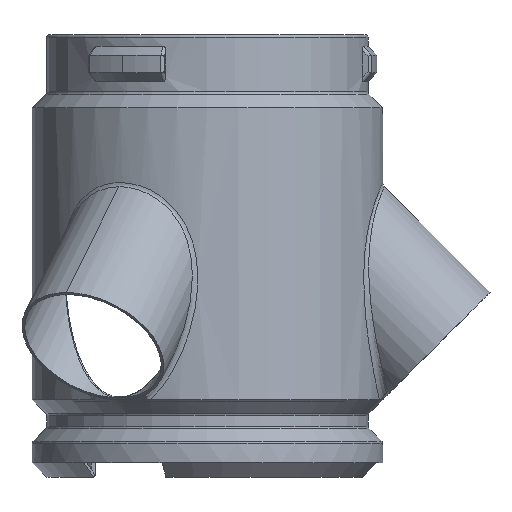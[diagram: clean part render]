
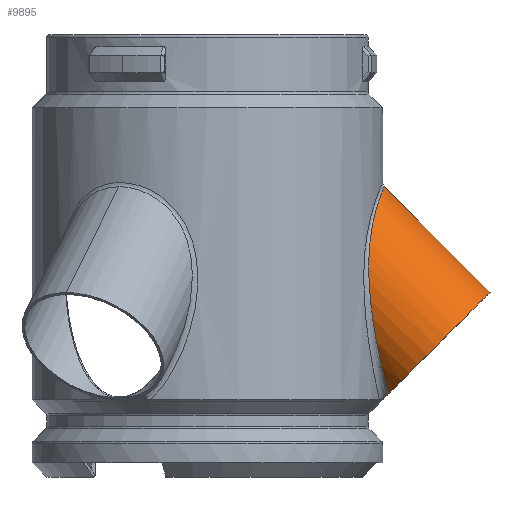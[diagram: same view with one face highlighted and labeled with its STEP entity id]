
A CAD part, front view. The second image highlights one B-rep face of the part: STEP entity #9895.
In plain terms, the highlighted cylindrical face has radius 26 mm (diameter 52 mm), a partial arc.
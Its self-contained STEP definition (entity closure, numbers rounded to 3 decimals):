
#166 = CARTESIAN_POINT ( 'NONE',  ( 0., 0., 7198.029 ) ) ;
#377 = CARTESIAN_POINT ( 'NONE',  ( 56.178, -23.007, 7159.127 ) ) ;
#420 = CARTESIAN_POINT ( 'NONE',  ( 56.42, -24.746, 7130.215 ) ) ;
#463 = CARTESIAN_POINT ( 'NONE',  ( 56.556, -21.959, 7161.168 ) ) ;
#499 = CARTESIAN_POINT ( 'NONE',  ( 60.586, 0., 7174.212 ) ) ;
#535 = CARTESIAN_POINT ( 'NONE',  ( 56.937, -23.948, 7126.685 ) ) ;
#1083 = CARTESIAN_POINT ( 'NONE',  ( 60., 0., 7101.259 ) ) ;
#1116 = CARTESIAN_POINT ( 'NONE',  ( 60.185, -4.44, 7101.605 ) ) ;
#1327 = CARTESIAN_POINT ( 'NONE',  ( 57.832, -22.412, 7121.49 ) ) ;
#1372 = CARTESIAN_POINT ( 'NONE',  ( 58.844, -20.427, 7116.421 ) ) ;
#1406 = CARTESIAN_POINT ( 'NONE',  ( 55.632, -25.77, 7137.445 ) ) ;
#1456 = CARTESIAN_POINT ( 'NONE',  ( 58.985, -13.915, 7170.207 ) ) ;
#1498 = CARTESIAN_POINT ( 'NONE',  ( 60.151, -7.282, 7173.2 ) ) ;
#2082 = CARTESIAN_POINT ( 'NONE',  ( 60., -1.119, 7101.259 ) ) ;
#2122 = ORIENTED_EDGE ( 'NONE', *, *, #6599, .T. ) ;
#2149 = CARTESIAN_POINT ( 'NONE',  ( 78.385, 0., 7119.644 ) ) ;
#2284 = CARTESIAN_POINT ( 'NONE',  ( 61.53, -13.343, 7104.924 ) ) ;
#2372 = CARTESIAN_POINT ( 'NONE',  ( 57.674, -18.649, 7166.003 ) ) ;
#2442 = CARTESIAN_POINT ( 'NONE',  ( 55.292, -26.031, 7142.969 ) ) ;
#2694 = EDGE_CURVE ( 'NONE', #10457, #9655, #8699, .T. ) ;
#3278 = CARTESIAN_POINT ( 'NONE',  ( 58.142, -17.083, 7167.612 ) ) ;
#3309 = CARTESIAN_POINT ( 'NONE',  ( 56.796, -21.283, 7162.361 ) ) ;
#3351 = CARTESIAN_POINT ( 'NONE',  ( 57.133, -20.308, 7163.885 ) ) ;
#3356 = CYLINDRICAL_SURFACE ( 'NONE', #10455, 26. ) ;
#3400 = CARTESIAN_POINT ( 'NONE',  ( 60.252, -6.393, 7173.44 ) ) ;
#3635 = CARTESIAN_POINT ( 'NONE',  ( 60.705, -8.746, 7102.556 ) ) ;
#3655 = VERTEX_POINT ( 'NONE', #8065 ) ;
#3765 = CARTESIAN_POINT ( 'NONE',  ( 61.123, -10.782, 7103.3 ) ) ;
#3935 = CARTESIAN_POINT ( 'NONE',  ( 60.035, -2.231, 7101.326 ) ) ;
#4011 = DIRECTION ( 'NONE',  ( 0.707, 0., 0.707 ) ) ;
#4102 = FACE_OUTER_BOUND ( 'NONE', #5502, .T. ) ;
#4171 = CARTESIAN_POINT ( 'NONE',  ( 58.425, -16.069, 7168.517 ) ) ;
#4206 = CARTESIAN_POINT ( 'NONE',  ( 55.23, -25.889, 7146.639 ) ) ;
#4252 = CARTESIAN_POINT ( 'NONE',  ( 58.157, -21.809, 7119.784 ) ) ;
#4326 = CARTESIAN_POINT ( 'NONE',  ( 60.274, -17.116, 7110.016 ) ) ;
#4567 = CARTESIAN_POINT ( 'NONE',  ( 60., 0., 7101.259 ) ) ;
#4578 = CARTESIAN_POINT ( 'NONE',  ( 61.701, -12.719, 7104.258 ) ) ;
#5018 = ORIENTED_EDGE ( 'NONE', *, *, #6751, .T. ) ;
#5103 = CARTESIAN_POINT ( 'NONE',  ( 60.586, -0.933, 7174.212 ) ) ;
#5151 = CARTESIAN_POINT ( 'NONE',  ( 58.669, -20.786, 7117.256 ) ) ;
#5189 = CARTESIAN_POINT ( 'NONE',  ( 60.997, -15.064, 7107.047 ) ) ;
#5231 = CARTESIAN_POINT ( 'NONE',  ( 59.776, -9.892, 7172.281 ) ) ;
#5276 = CARTESIAN_POINT ( 'NONE',  ( 61.353, -13.937, 7105.62 ) ) ;
#5502 = EDGE_LOOP ( 'NONE', ( #11451, #5018, #2122, #5558 ) ) ;
#5558 = ORIENTED_EDGE ( 'NONE', *, *, #2694, .T. ) ;
#5767 = CARTESIAN_POINT ( 'NONE',  ( 60.353, -6.075, 7101.915 ) ) ;
#5983 = DIRECTION ( 'NONE',  ( 0.707, 0., 0.707 ) ) ;
#6008 = CARTESIAN_POINT ( 'NONE',  ( 57.31, -19.78, 7164.612 ) ) ;
#6052 = CARTESIAN_POINT ( 'NONE',  ( 55.373, -26.006, 7141.13 ) ) ;
#6087 = CARTESIAN_POINT ( 'NONE',  ( 56.634, -21.739, 7161.572 ) ) ;
#6167 = CARTESIAN_POINT ( 'NONE',  ( 55.889, -25.47, 7134.708 ) ) ;
#6411 = CIRCLE ( 'NONE', #8069, 26. ) ;
#6599 = EDGE_CURVE ( 'NONE', #8857, #10457, #9209, .T. ) ;
#6724 = DIRECTION ( 'NONE',  ( -0.707, 0., 0.707 ) ) ;
#6751 = EDGE_CURVE ( 'NONE', #3655, #8857, #8968, .T. ) ;
#6775 = CARTESIAN_POINT ( 'NONE',  ( 60.141, -3.888, 7101.523 ) ) ;
#6941 = CARTESIAN_POINT ( 'NONE',  ( 55.638, -24.483, 7154.811 ) ) ;
#6972 = CARTESIAN_POINT ( 'NONE',  ( 59.195, -19.672, 7114.776 ) ) ;
#7059 = CARTESIAN_POINT ( 'NONE',  ( 59.912, -9.039, 7172.618 ) ) ;
#7095 = CARTESIAN_POINT ( 'NONE',  ( 57.861, -18.047, 7166.666 ) ) ;
#7200 = VECTOR ( 'NONE', #11060, 1000. ) ;
#7471 = CARTESIAN_POINT ( 'NONE',  ( 61.701, -12.719, 7104.258 ) ) ;
#7878 = CARTESIAN_POINT ( 'NONE',  ( 60.564, -1.86, 7174.163 ) ) ;
#7922 = CARTESIAN_POINT ( 'NONE',  ( 55.797, -25.583, 7135.616 ) ) ;
#7964 = CARTESIAN_POINT ( 'NONE',  ( 60.479, -3.692, 7173.969 ) ) ;
#8000 = CARTESIAN_POINT ( 'NONE',  ( 55.419, -25.124, 7152.126 ) ) ;
#8065 = CARTESIAN_POINT ( 'NONE',  ( 96.77, 0., 7138.029 ) ) ;
#8069 = AXIS2_PLACEMENT_3D ( 'NONE', #2149, #10403, #5983 ) ;
#8204 = CARTESIAN_POINT ( 'NONE',  ( 18.385, 0., 7216.413 ) ) ;
#8699 = B_SPLINE_CURVE_WITH_KNOTS ( 'NONE', 3,
 ( #4578, #3765, #3635, #5767, #11483, #1116, #6775, #3935, #2082, #1083 ),
 .UNSPECIFIED., .F., .F.,
 ( 4, 2, 2, 2, 4 ),
 ( 0., 0.007, 0.008, 0.01, 0.013 ),
 .UNSPECIFIED. ) ;
#8839 = CARTESIAN_POINT ( 'NONE',  ( 61.701, -12.719, 7104.258 ) ) ;
#8857 = VERTEX_POINT ( 'NONE', #12047 ) ;
#8869 = CARTESIAN_POINT ( 'NONE',  ( 59.331, -12.368, 7171.141 ) ) ;
#8905 = CARTESIAN_POINT ( 'NONE',  ( 60.417, -4.599, 7173.825 ) ) ;
#8968 = LINE ( 'NONE', #8204, #7200 ) ;
#8997 = CARTESIAN_POINT ( 'NONE',  ( 58.52, -15.715, 7168.808 ) ) ;
#9209 = B_SPLINE_CURVE_WITH_KNOTS ( 'NONE', 3,
 ( #499, #5103, #7878, #7964, #8905, #3400, #1498, #7059, #5231, #8869, #1456, #8997, #4171, #9787, #3278, #7095, #2372, #6008, #3351, #9830, #3309, #6087, #463, #377, #10913, #6941, #11666, #8000, #10867, #11790, #4206, #2442, #6052, #10792, #1406, #7922, #6167, #9877, #420, #535, #10753, #1327, #4252, #5151, #1372, #6972, #9950, #10821, #4326, #11701, #5189, #5276, #2284, #8839 ),
 .UNSPECIFIED., .F., .F.,
 ( 4, 2, 2, 2, 2, 2, 2, 2, 2, 2, 2, 2, 2, 2, 2, 2, 2, 2, 2, 2, 2, 2, 2, 2, 2, 2, 4 ),
 ( 0.09, 0.093, 0.096, 0.099, 0.101, 0.107, 0.108, 0.11, 0.113, 0.115, 0.117, 0.118, 0.124, 0.126, 0.129, 0.135, 0.14, 0.143, 0.146, 0.151, 0.157, 0.163, 0.165, 0.168, 0.174, 0.176, 0.179 ),
 .UNSPECIFIED. ) ;
#9655 = VERTEX_POINT ( 'NONE', #4567 ) ;
#9787 = CARTESIAN_POINT ( 'NONE',  ( 58.237, -16.752, 7167.919 ) ) ;
#9830 = CARTESIAN_POINT ( 'NONE',  ( 56.879, -21.046, 7162.748 ) ) ;
#9877 = CARTESIAN_POINT ( 'NONE',  ( 56.188, -25.078, 7131.999 ) ) ;
#9895 = ADVANCED_FACE ( 'NONE', ( #4102 ), #3356, .T. ) ;
#9921 = EDGE_CURVE ( 'NONE', #9655, #3655, #6411, .T. ) ;
#9950 = CARTESIAN_POINT ( 'NONE',  ( 59.373, -19.276, 7113.965 ) ) ;
#10403 = DIRECTION ( 'NONE',  ( -0.707, 0., 0.707 ) ) ;
#10455 = AXIS2_PLACEMENT_3D ( 'NONE', #166, #6724, #4011 ) ;
#10457 = VERTEX_POINT ( 'NONE', #7471 ) ;
#10753 = CARTESIAN_POINT ( 'NONE',  ( 57.222, -23.482, 7124.941 ) ) ;
#10792 = CARTESIAN_POINT ( 'NONE',  ( 55.559, -25.845, 7138.368 ) ) ;
#10821 = CARTESIAN_POINT ( 'NONE',  ( 59.911, -18.028, 7111.567 ) ) ;
#10867 = CARTESIAN_POINT ( 'NONE',  ( 55.366, -25.297, 7151.212 ) ) ;
#10913 = CARTESIAN_POINT ( 'NONE',  ( 55.927, -23.678, 7157.432 ) ) ;
#11060 = DIRECTION ( 'NONE',  ( -0.707, 0., 0.707 ) ) ;
#11451 = ORIENTED_EDGE ( 'NONE', *, *, #9921, .T. ) ;
#11483 = CARTESIAN_POINT ( 'NONE',  ( 60.291, -5.534, 7101.802 ) ) ;
#11666 = CARTESIAN_POINT ( 'NONE',  ( 55.555, -24.717, 7153.924 ) ) ;
#11701 = CARTESIAN_POINT ( 'NONE',  ( 60.816, -15.596, 7107.778 ) ) ;
#11790 = CARTESIAN_POINT ( 'NONE',  ( 55.249, -25.724, 7148.471 ) ) ;
#12047 = CARTESIAN_POINT ( 'NONE',  ( 60.586, 0., 7174.212 ) ) ;
